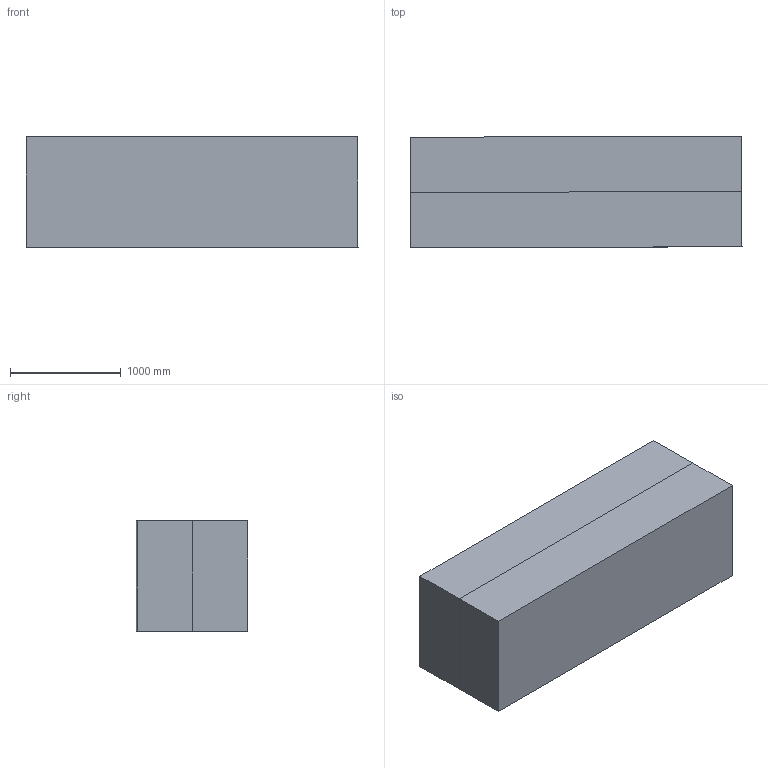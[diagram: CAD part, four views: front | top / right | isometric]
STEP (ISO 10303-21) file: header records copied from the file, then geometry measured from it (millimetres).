
FILE_DESCRIPTION (( 'STEP AP214' ), '1' );
FILE_NAME ('dumberBoat.STEP', '2019-02-13T03:44:10', ( '' ), ( '' ), 'SwSTEP 2.0', 'SolidWorks 2018', '' );
FILE_SCHEMA (( 'AUTOMOTIVE_DESIGN' ));
Length unit declared in the file: inch
Products named in the file (3): TestBlock; dumberBoat
Assembly tree (3 placements, depth 2):
  dumberBoat
    TestBlock  x2
    dumberBoat
Bounding box: 3003.28 x 1010.94 x 1001.59 mm (x, y, z)
Volume: 3015269847.2 mm3; surface area: 20477081.2 mm2
Topology: 3 solids, 3 shells, 16 faces, 30 edges, 20 vertices
Faces by surface type: plane 15, bspline 1
Entity records: 376 total; most frequent: CARTESIAN_POINT 55, DIRECTION 46, ORIENTED_EDGE 36, EDGE_CURVE 18, VECTOR 16, LINE 16, AXIS2_PLACEMENT_3D 15, VERTEX_POINT 12
